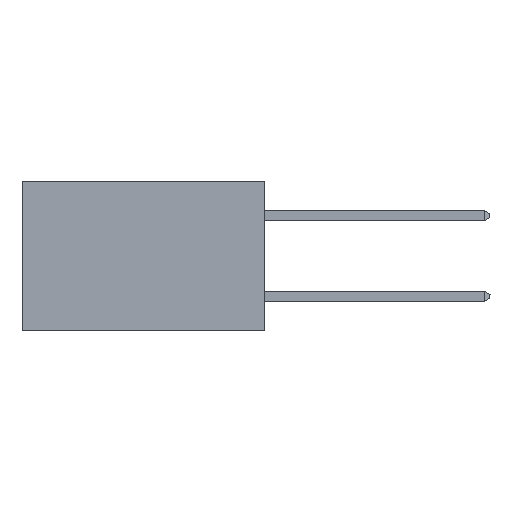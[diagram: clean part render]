
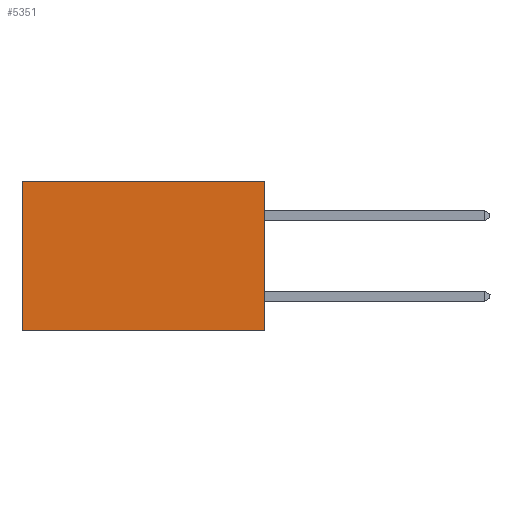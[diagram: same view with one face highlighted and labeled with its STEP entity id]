
A CAD part, left-side view. The second image highlights one B-rep face of the part: STEP entity #5351.
In plain terms, the highlighted planar face has unit normal (-1, 0, 0).
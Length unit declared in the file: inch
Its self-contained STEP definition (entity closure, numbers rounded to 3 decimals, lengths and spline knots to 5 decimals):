
#850 = EDGE_CURVE ( 'NONE', #6242, #12054, #3597, .T. ) ;
#953 = DIRECTION ( 'NONE',  ( 1., 0., 0. ) ) ;
#2472 = LINE ( 'NONE', #10174, #13397 ) ;
#2534 = AXIS2_PLACEMENT_3D ( 'NONE', #12253, #953, #8840 ) ;
#2604 = EDGE_LOOP ( 'NONE', ( #13308, #14747, #8069, #5005 ) ) ;
#3221 = DIRECTION ( 'NONE',  ( 0., 1., 0. ) ) ;
#3394 = EDGE_CURVE ( 'NONE', #7540, #4029, #14456, .T. ) ;
#3564 = EDGE_CURVE ( 'NONE', #6242, #7540, #8886, .T. ) ;
#3597 = LINE ( 'NONE', #10509, #14166 ) ;
#4029 = VERTEX_POINT ( 'NONE', #11843 ) ;
#5005 = ORIENTED_EDGE ( 'NONE', *, *, #3564, .T. ) ;
#5351 = ADVANCED_FACE ( 'NONE', ( #8330 ), #7799, .F. ) ;
#6242 = VERTEX_POINT ( 'NONE', #10513 ) ;
#6502 = CARTESIAN_POINT ( 'NONE',  ( 0.298, 0., -0.37 ) ) ;
#7540 = VERTEX_POINT ( 'NONE', #7560 ) ;
#7560 = CARTESIAN_POINT ( 'NONE',  ( 0.298, 0.6, 0. ) ) ;
#7617 = VECTOR ( 'NONE', #8623, 39.37008 ) ;
#7799 = PLANE ( 'NONE',  #2534 ) ;
#7966 = VECTOR ( 'NONE', #14211, 39.37008 ) ;
#8069 = ORIENTED_EDGE ( 'NONE', *, *, #850, .F. ) ;
#8330 = FACE_OUTER_BOUND ( 'NONE', #2604, .T. ) ;
#8623 = DIRECTION ( 'NONE',  ( 0., 1., 0. ) ) ;
#8840 = DIRECTION ( 'NONE',  ( 0., 0., -1. ) ) ;
#8886 = LINE ( 'NONE', #14379, #7617 ) ;
#10124 = EDGE_CURVE ( 'NONE', #12054, #4029, #2472, .T. ) ;
#10174 = CARTESIAN_POINT ( 'NONE',  ( 0.298, 0., -0.37 ) ) ;
#10462 = DIRECTION ( 'NONE',  ( 0., 0., -1. ) ) ;
#10509 = CARTESIAN_POINT ( 'NONE',  ( 0.298, 0., 0. ) ) ;
#10513 = CARTESIAN_POINT ( 'NONE',  ( 0.298, 0., 0. ) ) ;
#11843 = CARTESIAN_POINT ( 'NONE',  ( 0.298, 0.6, -0.37 ) ) ;
#11866 = CARTESIAN_POINT ( 'NONE',  ( 0.298, 0.6, 0. ) ) ;
#12054 = VERTEX_POINT ( 'NONE', #6502 ) ;
#12253 = CARTESIAN_POINT ( 'NONE',  ( 0.298, 0., 0. ) ) ;
#13308 = ORIENTED_EDGE ( 'NONE', *, *, #3394, .T. ) ;
#13397 = VECTOR ( 'NONE', #3221, 39.37008 ) ;
#14166 = VECTOR ( 'NONE', #10462, 39.37008 ) ;
#14211 = DIRECTION ( 'NONE',  ( 0., 0., -1. ) ) ;
#14379 = CARTESIAN_POINT ( 'NONE',  ( 0.298, 0., 0. ) ) ;
#14456 = LINE ( 'NONE', #11866, #7966 ) ;
#14747 = ORIENTED_EDGE ( 'NONE', *, *, #10124, .F. ) ;
